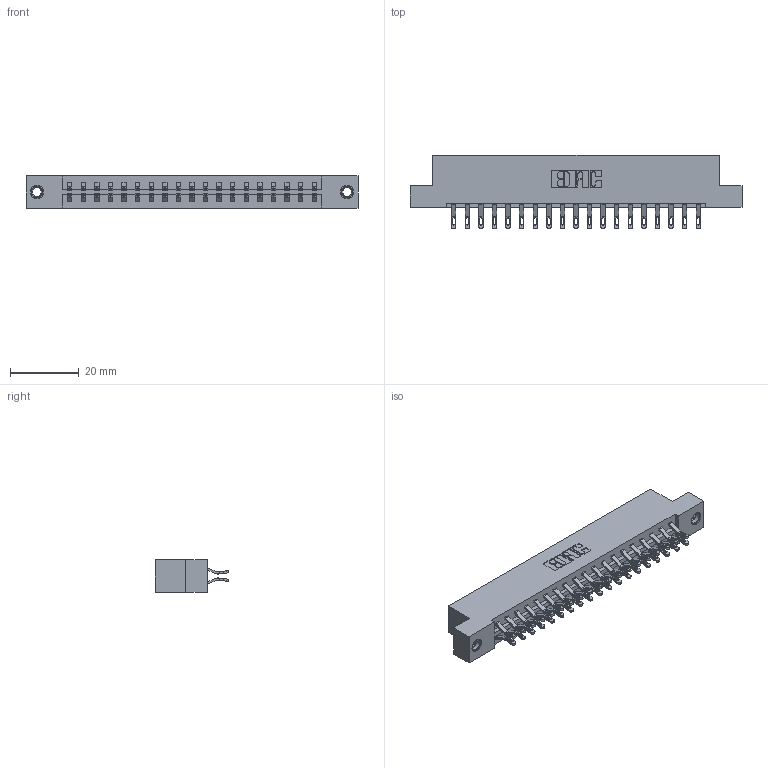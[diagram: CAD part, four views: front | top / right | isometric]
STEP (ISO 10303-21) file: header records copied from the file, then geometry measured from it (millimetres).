
FILE_DESCRIPTION (( 'STEP AP203' ), '1' );
FILE_NAME ('333-038-555-207.STEP', '2018-08-03T11:51:17', ( '' ), ( '' ), 'SwSTEP 2.0', 'SolidWorks 2016', '' );
FILE_SCHEMA (( 'CONFIG_CONTROL_DESIGN' ));
Length unit declared in the file: inch
Products named in the file (4): 345-250-001_345-250-005-103; 333-038-555-207; 333 Part_Flush - .156 Dia - TI; 345-292-001_555 Tail
Assembly tree (41 placements, depth 2):
  333-038-555-207
    333 Part_Flush - .156 Dia - TI
    345-292-001_555 Tail  x38
    345-250-001_345-250-005-103  x2
Bounding box: 96.82 x 21.47 x 9.4 mm (x, y, z)
Volume: 9766.9 mm3; surface area: 11746.1 mm2
Topology: 41 solids, 41 shells, 2378 faces, 7401 edges, 4926 vertices
Faces by surface type: plane 1394, cylinder 968, cone 12, torus 4
Entity records: 16710 total; most frequent: CARTESIAN_POINT 2815, ORIENTED_EDGE 2714, DIRECTION 2447, EDGE_CURVE 1357, VECTOR 1189, LINE 1189, VERTEX_POINT 900, AXIS2_PLACEMENT_3D 629
